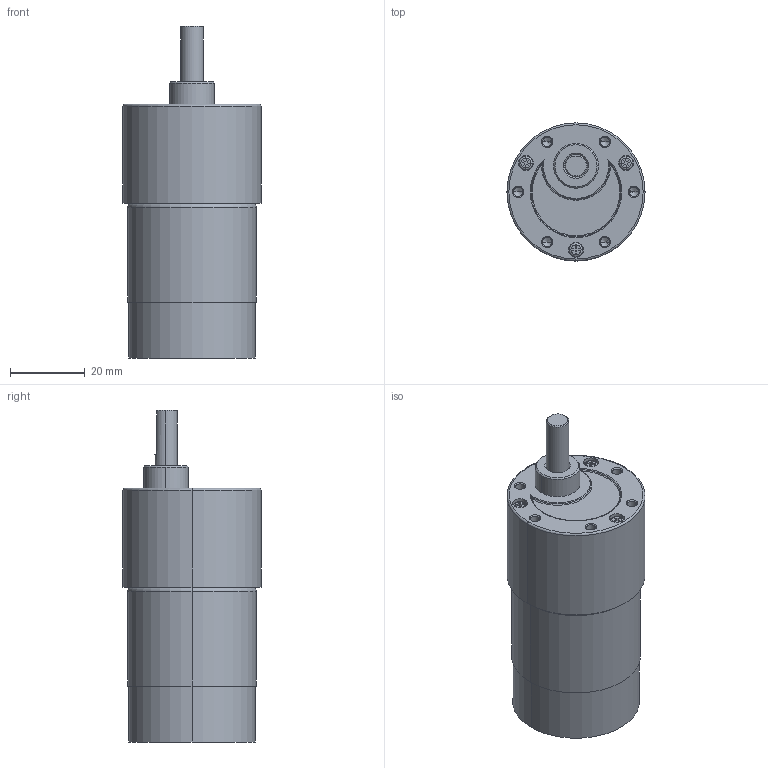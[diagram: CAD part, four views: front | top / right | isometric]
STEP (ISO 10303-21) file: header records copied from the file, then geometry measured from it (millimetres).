
FILE_DESCRIPTION (( 'STEP AP214' ), '1' );
FILE_NAME ('BDSG-37-40-R150_motor.step', '2023-05-17T11:16:22', ( '' ), ( '' ), 'SwSTEP 2.0', 'SolidWorks 2022', '' );
FILE_SCHEMA (( 'AUTOMOTIVE_DESIGN' ));
Length unit declared in the file: millimetre
Products named in the file (1): BDSG-37-40-R150_motor
Bounding box: 37 x 37 x 89 mm (x, y, z)
Volume: 67632.7 mm3; surface area: 11181.7 mm2
Topology: 1 solids, 1 shells, 147 faces, 341 edges, 206 vertices
Faces by surface type: plane 56, cylinder 38, cone 31, torus 22
Entity records: 5173 total; most frequent: DIRECTION 762, CARTESIAN_POINT 725, ORIENTED_EDGE 658, EDGE_CURVE 329, AXIS2_PLACEMENT_3D 291, VERTEX_POINT 206, LINE 180, VECTOR 180
